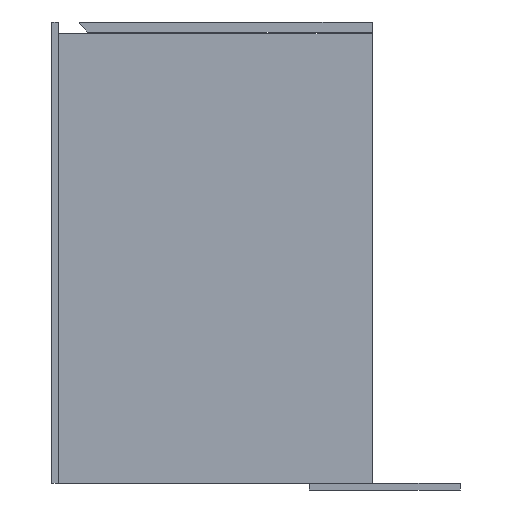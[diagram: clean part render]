
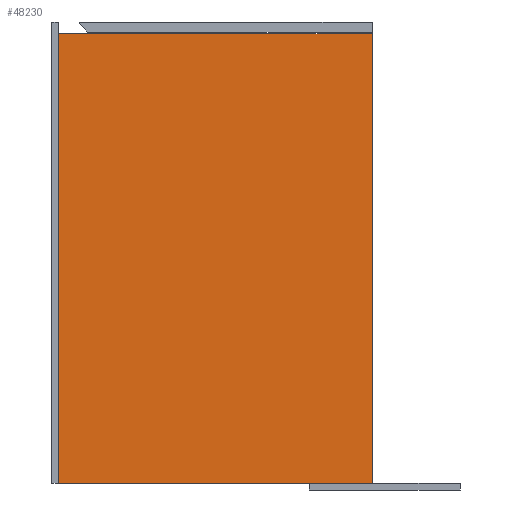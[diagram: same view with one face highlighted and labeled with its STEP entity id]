
A CAD part, left-side view. The second image highlights one B-rep face of the part: STEP entity #48230.
In plain terms, the highlighted planar face has unit normal (-1, 0, 0).
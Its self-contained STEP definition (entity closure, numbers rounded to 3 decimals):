
#524 = EDGE_CURVE ( 'NONE', #51552, #37162, #46208, .T. ) ;
#1208 = VERTEX_POINT ( 'NONE', #28755 ) ;
#1959 = CARTESIAN_POINT ( 'NONE',  ( 2., 910.337, -550. ) ) ;
#4420 = CARTESIAN_POINT ( 'NONE',  ( 2., 910.337, -14. ) ) ;
#5294 = DIRECTION ( 'NONE',  ( 0., -1., 0. ) ) ;
#5777 = CARTESIAN_POINT ( 'NONE',  ( 2., 374., -550. ) ) ;
#6047 = CARTESIAN_POINT ( 'NONE',  ( 2., 374., -14. ) ) ;
#10459 = CARTESIAN_POINT ( 'NONE',  ( 2., 374., -550. ) ) ;
#10961 = EDGE_CURVE ( 'NONE', #1208, #55914, #34818, .T. ) ;
#12379 = DIRECTION ( 'NONE',  ( 0., 0., 1. ) ) ;
#17092 = EDGE_CURVE ( 'NONE', #51552, #1208, #27709, .T. ) ;
#17724 = VECTOR ( 'NONE', #22409, 1000. ) ;
#18602 = ORIENTED_EDGE ( 'NONE', *, *, #10961, .T. ) ;
#18652 = VECTOR ( 'NONE', #5294, 1000. ) ;
#19937 = DIRECTION ( 'NONE',  ( 1., 0., 0. ) ) ;
#21412 = EDGE_CURVE ( 'NONE', #37162, #55914, #44862, .T. ) ;
#22409 = DIRECTION ( 'NONE',  ( 0., -1., 0. ) ) ;
#23755 = DIRECTION ( 'NONE',  ( 0., 0., 1. ) ) ;
#23900 = ORIENTED_EDGE ( 'NONE', *, *, #17092, .T. ) ;
#24370 = FACE_OUTER_BOUND ( 'NONE', #43210, .T. ) ;
#27709 = LINE ( 'NONE', #45727, #18652 ) ;
#28755 = CARTESIAN_POINT ( 'NONE',  ( 2., 0., -550. ) ) ;
#34576 = VECTOR ( 'NONE', #12379, 1000. ) ;
#34818 = LINE ( 'NONE', #52822, #34576 ) ;
#37162 = VERTEX_POINT ( 'NONE', #6047 ) ;
#37970 = DIRECTION ( 'NONE',  ( 0., 0., -1. ) ) ;
#42392 = PLANE ( 'NONE',  #56596 ) ;
#43210 = EDGE_LOOP ( 'NONE', ( #53748, #23900, #18602, #45723 ) ) ;
#44678 = CARTESIAN_POINT ( 'NONE',  ( 2., 0., -14. ) ) ;
#44862 = LINE ( 'NONE', #4420, #17724 ) ;
#45723 = ORIENTED_EDGE ( 'NONE', *, *, #21412, .F. ) ;
#45727 = CARTESIAN_POINT ( 'NONE',  ( 2., 910.337, -550. ) ) ;
#46208 = LINE ( 'NONE', #5777, #54558 ) ;
#48230 = ADVANCED_FACE ( 'NONE', ( #24370 ), #42392, .F. ) ;
#51552 = VERTEX_POINT ( 'NONE', #10459 ) ;
#52822 = CARTESIAN_POINT ( 'NONE',  ( 2., 0., -550. ) ) ;
#53748 = ORIENTED_EDGE ( 'NONE', *, *, #524, .F. ) ;
#54558 = VECTOR ( 'NONE', #23755, 1000. ) ;
#55914 = VERTEX_POINT ( 'NONE', #44678 ) ;
#56596 = AXIS2_PLACEMENT_3D ( 'NONE', #1959, #19937, #37970 ) ;
